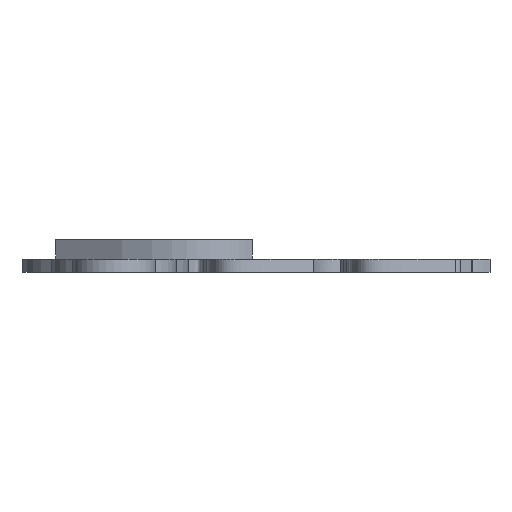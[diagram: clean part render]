
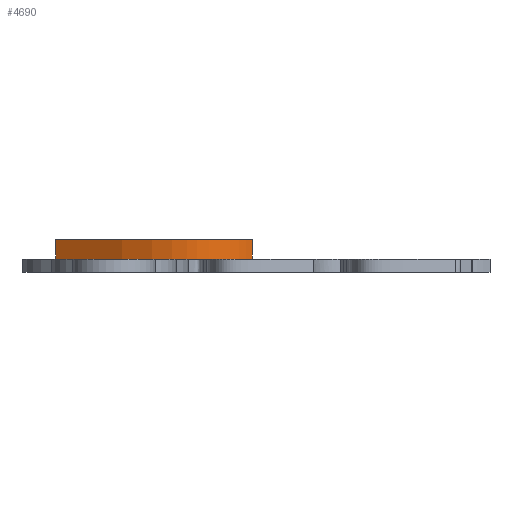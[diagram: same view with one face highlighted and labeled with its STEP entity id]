
A CAD part, left-side view. The second image highlights one B-rep face of the part: STEP entity #4690.
In plain terms, the highlighted free-form (B-spline) face has degree [5, 1] with [15, 2] control points.
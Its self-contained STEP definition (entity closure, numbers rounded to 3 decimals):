
#76=(
BOUNDED_CURVE()
B_SPLINE_CURVE(5,(#6419,#6420,#6421,#6422,#6423,#6424,#6425,#6426,#6427,
#6428,#6429,#6430,#6431,#6432,#6433),.UNSPECIFIED.,.F.,.F.)
B_SPLINE_CURVE_WITH_KNOTS((6,1,1,1,1,1,1,1,1,1,6),(0.,0.1,0.2,0.3,0.4,0.5,
0.6,0.7,0.8,0.9,1.),.UNSPECIFIED.)
CURVE()
GEOMETRIC_REPRESENTATION_ITEM()
RATIONAL_B_SPLINE_CURVE((1.,1.,1.,1.,1.,1.,1.,1.,1.,1.,1.,1.,1.,1.,1.))
REPRESENTATION_ITEM('')
);
#77=(
BOUNDED_CURVE()
B_SPLINE_CURVE(5,(#6435,#6436,#6437,#6438,#6439,#6440,#6441,#6442,#6443,
#6444,#6445,#6446,#6447,#6448,#6449),.UNSPECIFIED.,.F.,.F.)
B_SPLINE_CURVE_WITH_KNOTS((6,1,1,1,1,1,1,1,1,1,6),(0.,0.1,0.2,0.3,0.4,0.5,
0.6,0.7,0.8,0.9,1.),.UNSPECIFIED.)
CURVE()
GEOMETRIC_REPRESENTATION_ITEM()
RATIONAL_B_SPLINE_CURVE((1.,1.,1.,1.,1.,1.,1.,1.,1.,1.,1.,1.,1.,1.,1.))
REPRESENTATION_ITEM('')
);
#156=(
BOUNDED_SURFACE()
B_SPLINE_SURFACE(5,1,((#6388,#6389),(#6390,#6391),(#6392,#6393),(#6394,
#6395),(#6396,#6397),(#6398,#6399),(#6400,#6401),(#6402,#6403),(#6404,#6405),
(#6406,#6407),(#6408,#6409),(#6410,#6411),(#6412,#6413),(#6414,#6415),(#6416,
#6417)),.UNSPECIFIED.,.F.,.F.,.F.)
B_SPLINE_SURFACE_WITH_KNOTS((6,1,1,1,1,1,1,1,1,1,6),(2,2),(0.,0.1,0.2,0.3,
0.4,0.5,0.6,0.7,0.8,0.9,1.),(0.,0.5),.UNSPECIFIED.)
GEOMETRIC_REPRESENTATION_ITEM()
RATIONAL_B_SPLINE_SURFACE(((1.,1.),(1.,1.),(1.,1.),(1.,1.),(1.,1.),(1.,
1.),(1.,1.),(1.,1.),(1.,1.),(1.,1.),(1.,1.),(1.,1.),(1.,1.),(1.,1.),(1.,
1.)))
REPRESENTATION_ITEM('')
SURFACE()
);
#203=FACE_OUTER_BOUND('',#484,.T.);
#484=EDGE_LOOP('',(#3111,#3112,#3113,#3114));
#779=LINE('',#6387,#1374);
#780=LINE('',#6450,#1375);
#1374=VECTOR('',#5288,10.);
#1375=VECTOR('',#5289,10.);
#1962=VERTEX_POINT('',#6383);
#1963=VERTEX_POINT('',#6385);
#1964=VERTEX_POINT('',#6418);
#1965=VERTEX_POINT('',#6434);
#2423=EDGE_CURVE('',#1962,#1963,#779,.T.);
#2424=EDGE_CURVE('',#1964,#1962,#76,.T.);
#2425=EDGE_CURVE('',#1965,#1963,#77,.T.);
#2426=EDGE_CURVE('',#1964,#1965,#780,.T.);
#3111=ORIENTED_EDGE('',*,*,#2424,.T.);
#3112=ORIENTED_EDGE('',*,*,#2423,.T.);
#3113=ORIENTED_EDGE('',*,*,#2425,.F.);
#3114=ORIENTED_EDGE('',*,*,#2426,.F.);
#4690=ADVANCED_FACE('',(#203),#156,.T.);
#5288=DIRECTION('',(0.,0.,1.));
#5289=DIRECTION('',(0.,0.,1.));
#6383=CARTESIAN_POINT('',(-27.87,36.022,0.));
#6385=CARTESIAN_POINT('',(-27.87,36.022,5.));
#6387=CARTESIAN_POINT('',(-27.87,36.022,0.));
#6388=CARTESIAN_POINT('Ctrl Pts',(-22.906,66.033,0.));
#6389=CARTESIAN_POINT('Ctrl Pts',(-22.906,66.033,5.));
#6390=CARTESIAN_POINT('Ctrl Pts',(-23.527,65.243,0.));
#6391=CARTESIAN_POINT('Ctrl Pts',(-23.527,65.243,5.));
#6392=CARTESIAN_POINT('Ctrl Pts',(-24.727,63.677,0.));
#6393=CARTESIAN_POINT('Ctrl Pts',(-24.727,63.677,5.));
#6394=CARTESIAN_POINT('Ctrl Pts',(-26.401,61.375,0.));
#6395=CARTESIAN_POINT('Ctrl Pts',(-26.401,61.375,5.));
#6396=CARTESIAN_POINT('Ctrl Pts',(-28.374,58.4,0.));
#6397=CARTESIAN_POINT('Ctrl Pts',(-28.374,58.4,5.));
#6398=CARTESIAN_POINT('Ctrl Pts',(-30.377,54.85,0.));
#6399=CARTESIAN_POINT('Ctrl Pts',(-30.377,54.85,5.));
#6400=CARTESIAN_POINT('Ctrl Pts',(-31.867,51.487,0.));
#6401=CARTESIAN_POINT('Ctrl Pts',(-31.867,51.487,5.));
#6402=CARTESIAN_POINT('Ctrl Pts',(-32.784,48.332,0.));
#6403=CARTESIAN_POINT('Ctrl Pts',(-32.784,48.332,5.));
#6404=CARTESIAN_POINT('Ctrl Pts',(-33.074,45.406,0.));
#6405=CARTESIAN_POINT('Ctrl Pts',(-33.074,45.406,5.));
#6406=CARTESIAN_POINT('Ctrl Pts',(-32.711,42.718,0.));
#6407=CARTESIAN_POINT('Ctrl Pts',(-32.711,42.718,5.));
#6408=CARTESIAN_POINT('Ctrl Pts',(-31.721,40.259,0.));
#6409=CARTESIAN_POINT('Ctrl Pts',(-31.721,40.259,5.));
#6410=CARTESIAN_POINT('Ctrl Pts',(-30.457,38.463,0.));
#6411=CARTESIAN_POINT('Ctrl Pts',(-30.457,38.463,5.));
#6412=CARTESIAN_POINT('Ctrl Pts',(-29.259,37.207,0.));
#6413=CARTESIAN_POINT('Ctrl Pts',(-29.259,37.207,5.));
#6414=CARTESIAN_POINT('Ctrl Pts',(-28.351,36.41,0.));
#6415=CARTESIAN_POINT('Ctrl Pts',(-28.351,36.41,5.));
#6416=CARTESIAN_POINT('Ctrl Pts',(-27.87,36.022,0.));
#6417=CARTESIAN_POINT('Ctrl Pts',(-27.87,36.022,5.));
#6418=CARTESIAN_POINT('',(-22.906,66.033,0.));
#6419=CARTESIAN_POINT('Ctrl Pts',(-22.906,66.033,0.));
#6420=CARTESIAN_POINT('Ctrl Pts',(-23.527,65.243,0.));
#6421=CARTESIAN_POINT('Ctrl Pts',(-24.727,63.677,0.));
#6422=CARTESIAN_POINT('Ctrl Pts',(-26.401,61.375,0.));
#6423=CARTESIAN_POINT('Ctrl Pts',(-28.374,58.4,0.));
#6424=CARTESIAN_POINT('Ctrl Pts',(-30.377,54.85,0.));
#6425=CARTESIAN_POINT('Ctrl Pts',(-31.867,51.487,0.));
#6426=CARTESIAN_POINT('Ctrl Pts',(-32.784,48.332,0.));
#6427=CARTESIAN_POINT('Ctrl Pts',(-33.074,45.406,0.));
#6428=CARTESIAN_POINT('Ctrl Pts',(-32.711,42.718,0.));
#6429=CARTESIAN_POINT('Ctrl Pts',(-31.721,40.259,0.));
#6430=CARTESIAN_POINT('Ctrl Pts',(-30.457,38.463,0.));
#6431=CARTESIAN_POINT('Ctrl Pts',(-29.259,37.207,0.));
#6432=CARTESIAN_POINT('Ctrl Pts',(-28.351,36.41,0.));
#6433=CARTESIAN_POINT('Ctrl Pts',(-27.87,36.022,0.));
#6434=CARTESIAN_POINT('',(-22.906,66.033,5.));
#6435=CARTESIAN_POINT('Ctrl Pts',(-22.906,66.033,5.));
#6436=CARTESIAN_POINT('Ctrl Pts',(-23.527,65.243,5.));
#6437=CARTESIAN_POINT('Ctrl Pts',(-24.727,63.677,5.));
#6438=CARTESIAN_POINT('Ctrl Pts',(-26.401,61.375,5.));
#6439=CARTESIAN_POINT('Ctrl Pts',(-28.374,58.4,5.));
#6440=CARTESIAN_POINT('Ctrl Pts',(-30.377,54.85,5.));
#6441=CARTESIAN_POINT('Ctrl Pts',(-31.867,51.487,5.));
#6442=CARTESIAN_POINT('Ctrl Pts',(-32.784,48.332,5.));
#6443=CARTESIAN_POINT('Ctrl Pts',(-33.074,45.406,5.));
#6444=CARTESIAN_POINT('Ctrl Pts',(-32.711,42.718,5.));
#6445=CARTESIAN_POINT('Ctrl Pts',(-31.721,40.259,5.));
#6446=CARTESIAN_POINT('Ctrl Pts',(-30.457,38.463,5.));
#6447=CARTESIAN_POINT('Ctrl Pts',(-29.259,37.207,5.));
#6448=CARTESIAN_POINT('Ctrl Pts',(-28.351,36.41,5.));
#6449=CARTESIAN_POINT('Ctrl Pts',(-27.87,36.022,5.));
#6450=CARTESIAN_POINT('',(-22.906,66.033,0.));
